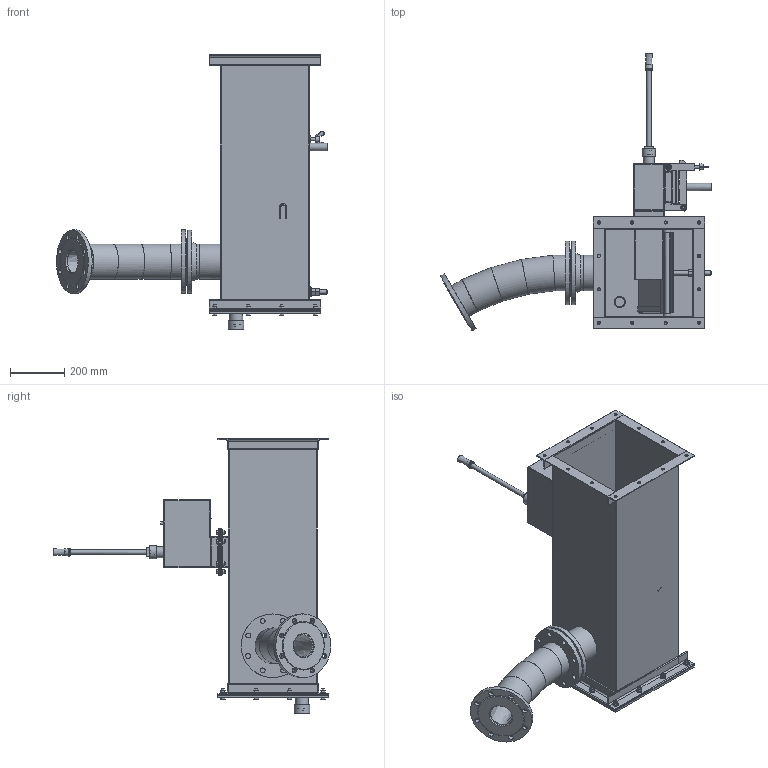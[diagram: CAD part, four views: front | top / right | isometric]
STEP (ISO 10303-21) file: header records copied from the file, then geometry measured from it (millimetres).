
FILE_DESCRIPTION(('FreeCAD Model'),'2;1');
FILE_NAME('Open CASCADE Shape Model','2025-05-08T08:51:48',('FreeCAD'),( 'FreeCAD'),'Open CASCADE STEP processor 7.6','FreeCAD','Unknown');
FILE_SCHEMA(('AUTOMOTIVE_DESIGN { 1 0 10303 214 1 1 1 1 }'));
Products named in the file (1): Open CASCADE STEP translator 7.6 1
Bounding box: 997.5 x 1021.61 x 1011.83 mm (x, y, z)
Volume: 16616736.3 mm3; surface area: 6079887.7 mm2
Topology: 171 solids, 171 shells, 1854 faces, 6106 edges, 6196 vertices
Faces by surface type: bspline 1854
Entity records: 70104 total; most frequent: CARTESIAN_POINT 39073, ORIENTED_EDGE 8750, EDGE_CURVE 4375, B_SPLINE_CURVE_WITH_KNOTS 3750, VERTEX_POINT 2906, FACE_BOUND 2287, EDGE_LOOP 2286, ADVANCED_FACE 1854
